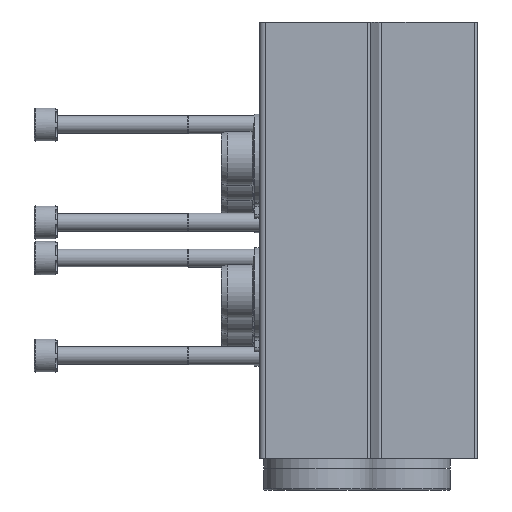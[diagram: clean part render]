
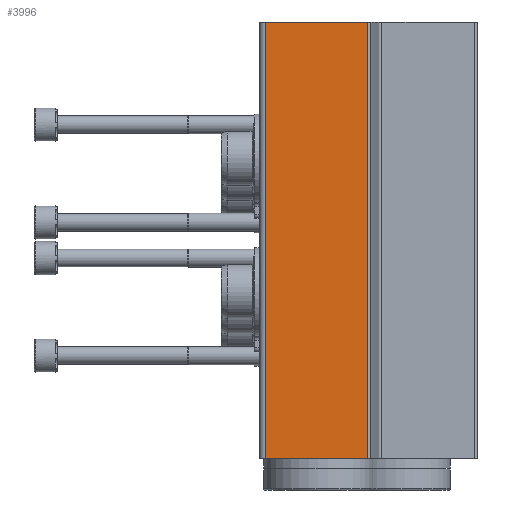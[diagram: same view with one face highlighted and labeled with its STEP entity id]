
A CAD part, left-side view. The second image highlights one B-rep face of the part: STEP entity #3996.
In plain terms, the highlighted planar face has unit normal (-1, 0, 0).
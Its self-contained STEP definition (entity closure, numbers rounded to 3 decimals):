
#126=PLANE('',#4318);
#522=ORIENTED_EDGE('',*,*,#1594,.F.);
#523=ORIENTED_EDGE('',*,*,#1593,.F.);
#524=ORIENTED_EDGE('',*,*,#1595,.T.);
#525=ORIENTED_EDGE('',*,*,#1596,.T.);
#1593=EDGE_CURVE('',#2129,#2127,#2516,.T.);
#1594=EDGE_CURVE('',#2127,#2130,#2517,.T.);
#1595=EDGE_CURVE('',#2129,#2131,#2518,.T.);
#1596=EDGE_CURVE('',#2131,#2130,#2519,.T.);
#2127=VERTEX_POINT('',#6265);
#2129=VERTEX_POINT('',#6269);
#2130=VERTEX_POINT('',#6273);
#2131=VERTEX_POINT('',#6275);
#2516=LINE('',#6270,#2799);
#2517=LINE('',#6272,#2800);
#2518=LINE('',#6274,#2801);
#2519=LINE('',#6276,#2802);
#2799=VECTOR('',#4846,1000.);
#2800=VECTOR('',#4849,1000.);
#2801=VECTOR('',#4850,1000.);
#2802=VECTOR('',#4851,1000.);
#3090=EDGE_LOOP('',(#522,#523,#524,#525));
#3501=FACE_BOUND('',#3090,.T.);
#3996=ADVANCED_FACE('',(#3501),#126,.T.);
#4318=AXIS2_PLACEMENT_3D('',#6271,#4847,#4848);
#4846=DIRECTION('',(0.,0.,1.));
#4847=DIRECTION('',(-1.,0.,0.));
#4848=DIRECTION('',(0.,0.,1.));
#4849=DIRECTION('',(0.,-1.,0.));
#4850=DIRECTION('',(0.,-1.,0.));
#4851=DIRECTION('',(0.,0.,1.));
#6265=CARTESIAN_POINT('',(-32.1,35.,0.));
#6269=CARTESIAN_POINT('',(-32.1,35.,-72.));
#6270=CARTESIAN_POINT('',(-32.1,35.,-72.));
#6271=CARTESIAN_POINT('',(-32.1,35.,-72.));
#6272=CARTESIAN_POINT('',(-32.1,35.,0.));
#6273=CARTESIAN_POINT('',(-32.1,18.111,0.));
#6274=CARTESIAN_POINT('',(-32.1,35.,-72.));
#6275=CARTESIAN_POINT('',(-32.1,18.111,-72.));
#6276=CARTESIAN_POINT('',(-32.1,18.111,-72.));
